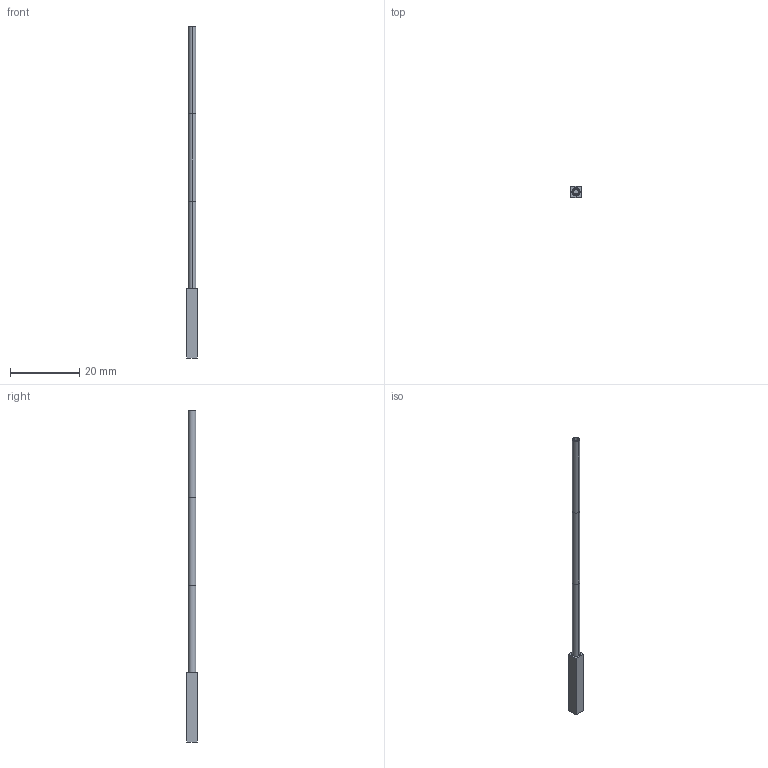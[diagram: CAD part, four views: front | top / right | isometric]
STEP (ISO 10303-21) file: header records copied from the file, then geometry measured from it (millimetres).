
FILE_DESCRIPTION((''),'2;1');
FILE_NAME('191547_ASM','2016-02-16T',('pdmadmin'),(''),'PRO/ENGINEER BY PARAMETRIC TECHNOLOGY CORPORATION, 2013230','PRO/ENGINEER BY PARAMETRIC TECHNOLOGY CORPORATION, 2013230','');
FILE_SCHEMA(('CONFIG_CONTROL_DESIGN'));
Length unit declared in the file: inch
Products named in the file (5): 39480_AF0; FIBER_CORE_1-5_45_DEG; 39681; 66806_ASM; 191547_ASM
Assembly tree (6 placements, depth 3):
  191547_ASM
    66806_ASM
      39480_AF0
      FIBER_CORE_1-5_45_DEG
      39681  x3
Bounding box: 3.17 x 3.17 x 96.2 mm (x, y, z)
Volume: 340.3 mm3; surface area: 1378.8 mm2
Topology: 5 solids, 5 shells, 40 faces, 87 edges, 55 vertices
Faces by surface type: cylinder 20, plane 16, cone 4
Entity records: 979 total; most frequent: CARTESIAN_POINT 191, DIRECTION 163, ORIENTED_EDGE 122, AXIS2_PLACEMENT_3D 64, EDGE_CURVE 61, VERTEX_POINT 39, VECTOR 35, LINE 35
